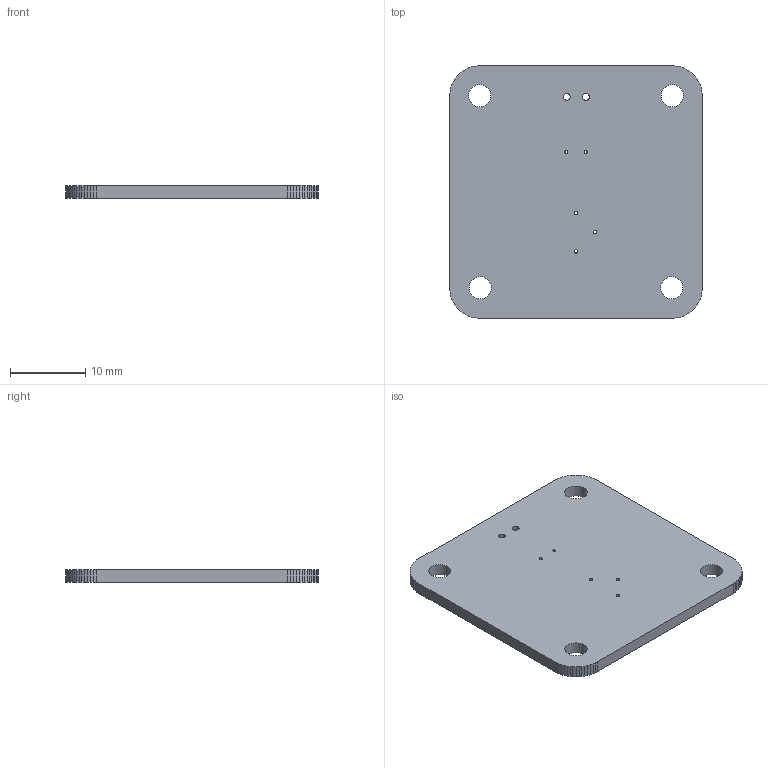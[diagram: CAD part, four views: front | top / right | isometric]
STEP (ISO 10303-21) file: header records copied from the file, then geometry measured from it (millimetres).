
FILE_DESCRIPTION(('KiCad electronic assembly'),'2;1');
FILE_NAME('TIAs.step','2023-10-21T01:54:42',('Pcbnew'),('Kicad'), 'Open CASCADE STEP processor 7.7','KiCad to STEP converter','Unknown' );
FILE_SCHEMA(('AUTOMOTIVE_DESIGN { 1 0 10303 214 1 1 1 1 }'));
Length unit declared in the file: millimetre
Products named in the file (2): TIAs 1; TIAs PCB
Assembly tree (1 placements, depth 2):
  TIAs 1
    TIAs PCB
Bounding box: 33.53 x 33.53 x 1.6 mm (x, y, z)
Volume: 1728.9 mm3; surface area: 2443.7 mm2
Topology: 1 solids, 1 shells, 81 faces, 237 edges, 158 vertices
Faces by surface type: plane 70, cylinder 11
Full cylindrical faces by diameter (mm): 0.39 x2, 0.46 x3, 0.9 x2, 2.946 x4
Entity records: 5893 total; most frequent: CARTESIAN_POINT 1084, DIRECTION 877, LINE 667, VECTOR 667, ORIENTED_EDGE 474, PCURVE 474, DEFINITIONAL_REPRESENTATION 474, EDGE_CURVE 237
